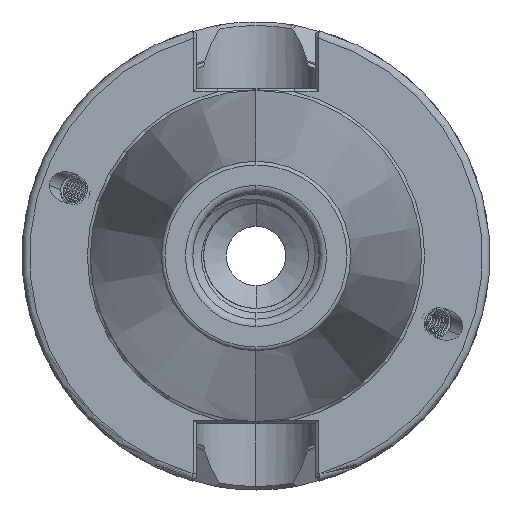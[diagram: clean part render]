
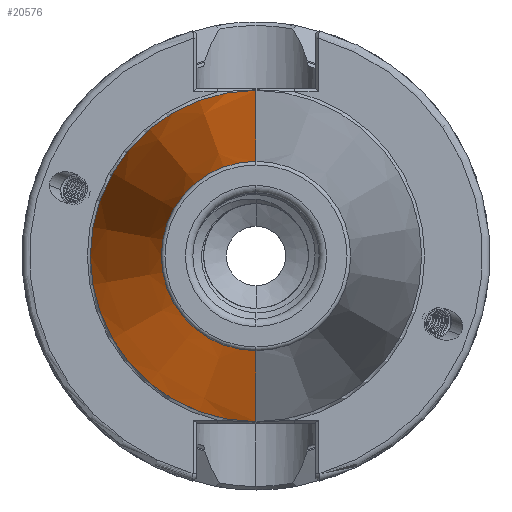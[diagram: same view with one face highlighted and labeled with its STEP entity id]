
A CAD part, left-side view. The second image highlights one B-rep face of the part: STEP entity #20576.
In plain terms, the highlighted conical face has half-angle 8.297 degrees and reference radius 22.298 mm.
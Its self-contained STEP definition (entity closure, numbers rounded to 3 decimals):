
#515 = DIRECTION ( 'NONE',  ( 0.99, 0., 0.144 ) ) ;
#520 = CARTESIAN_POINT ( 'NONE',  ( -1.5, 0., 22.298 ) ) ;
#559 = DIRECTION ( 'NONE',  ( 0.99, 0., -0.144 ) ) ;
#573 = CARTESIAN_POINT ( 'NONE',  ( -1.5, 0., -22.298 ) ) ;
#965 = DIRECTION ( 'NONE',  ( 0., 0., -1. ) ) ;
#968 = DIRECTION ( 'NONE',  ( 1., 0., 0. ) ) ;
#987 = CARTESIAN_POINT ( 'NONE',  ( -66.972, 0., 0. ) ) ;
#1240 = CARTESIAN_POINT ( 'NONE',  ( -1.5, 0., 0. ) ) ;
#1242 = DIRECTION ( 'NONE',  ( 1., 0., 0. ) ) ;
#1270 = DIRECTION ( 'NONE',  ( 0., 0., -1. ) ) ;
#1530 = AXIS2_PLACEMENT_3D ( 'NONE', #1240, #1242, #1270 ) ;
#1533 = AXIS2_PLACEMENT_3D ( 'NONE', #987, #968, #965 ) ;
#4356 = LINE ( 'NONE', #520, #4374 ) ;
#4359 = VECTOR ( 'NONE', #559, 1000. ) ;
#4374 = VECTOR ( 'NONE', #515, 1000. ) ;
#4379 = LINE ( 'NONE', #573, #4359 ) ;
#4441 = CIRCLE ( 'NONE', #1530, 22.298 ) ;
#4444 = CIRCLE ( 'NONE', #1533, 12.75 ) ;
#4739 = CONICAL_SURFACE ( 'NONE', #7849, 22.298, 0.145 ) ;
#4750 = FACE_OUTER_BOUND ( 'NONE', #19715, .T. ) ;
#5759 = DIRECTION ( 'NONE',  ( 0., 0., -1. ) ) ;
#5760 = DIRECTION ( 'NONE',  ( 1., 0., 0. ) ) ;
#5780 = CARTESIAN_POINT ( 'NONE',  ( -1.5, 0., 0. ) ) ;
#7676 = CARTESIAN_POINT ( 'NONE',  ( -1.5, 0., 22.298 ) ) ;
#7718 = CARTESIAN_POINT ( 'NONE',  ( -1.5, 0., -22.298 ) ) ;
#7725 = CARTESIAN_POINT ( 'NONE',  ( -66.972, 0., 12.75 ) ) ;
#7779 = CARTESIAN_POINT ( 'NONE',  ( -66.972, 0., -12.75 ) ) ;
#7849 = AXIS2_PLACEMENT_3D ( 'NONE', #5780, #5760, #5759 ) ;
#16395 = ORIENTED_EDGE ( 'NONE', *, *, #19977, .T. ) ;
#16400 = ORIENTED_EDGE ( 'NONE', *, *, #20040, .T. ) ;
#16405 = ORIENTED_EDGE ( 'NONE', *, *, #20050, .F. ) ;
#16424 = ORIENTED_EDGE ( 'NONE', *, *, #19989, .F. ) ;
#19679 = VERTEX_POINT ( 'NONE', #7718 ) ;
#19681 = VERTEX_POINT ( 'NONE', #7676 ) ;
#19706 = VERTEX_POINT ( 'NONE', #7725 ) ;
#19715 = EDGE_LOOP ( 'NONE', ( #16400, #16395, #16405, #16424 ) ) ;
#19747 = VERTEX_POINT ( 'NONE', #7779 ) ;
#19977 = EDGE_CURVE ( 'NONE', #19706, #19681, #4356, .T. ) ;
#19989 = EDGE_CURVE ( 'NONE', #19747, #19679, #4379, .T. ) ;
#20040 = EDGE_CURVE ( 'NONE', #19747, #19706, #4444, .T. ) ;
#20050 = EDGE_CURVE ( 'NONE', #19679, #19681, #4441, .T. ) ;
#20576 = ADVANCED_FACE ( 'NONE', ( #4750 ), #4739, .T. ) ;
